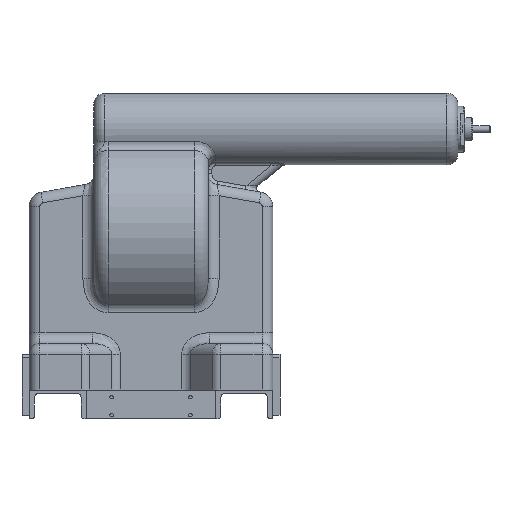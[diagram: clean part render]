
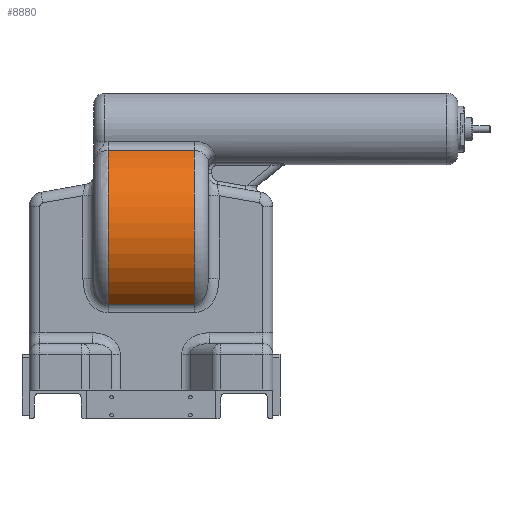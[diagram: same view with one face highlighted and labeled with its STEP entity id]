
A CAD part, front view. The second image highlights one B-rep face of the part: STEP entity #8880.
In plain terms, the highlighted cylindrical face has radius 125 mm (diameter 250 mm), a partial arc.
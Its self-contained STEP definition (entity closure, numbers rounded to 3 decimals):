
#8880=ADVANCED_FACE('',(#19470),#19472,.T.);
#19470=FACE_BOUND('',#19471,.T.);
#19471=EDGE_LOOP('',(#27837,#27838,#27839,#27840));
#19472=CYLINDRICAL_SURFACE('',#19473,125.);
#19473=AXIS2_PLACEMENT_3D('',#19474,#19475,#19476);
#19474=CARTESIAN_POINT('',(-80.,67.5,-52.));
#19475=DIRECTION('',(1.,0.,0.));
#19476=DIRECTION('',(0.,0.,1.));
#27837=ORIENTED_EDGE('',*,*,#31311,.F.);
#27838=ORIENTED_EDGE('',*,*,#31312,.T.);
#27839=ORIENTED_EDGE('',*,*,#31008,.T.);
#27840=ORIENTED_EDGE('',*,*,#31310,.F.);
#31008=EDGE_CURVE('',#35256,#35253,#35257,.T.);
#31310=EDGE_CURVE('',#35704,#35253,#35706,.T.);
#31311=EDGE_CURVE('',#35707,#35704,#35708,.T.);
#31312=EDGE_CURVE('',#35707,#35256,#35709,.T.);
#35253=VERTEX_POINT('',#44909);
#35256=VERTEX_POINT('',#44939);
#35257=LINE('',#44940,#44941);
#35704=VERTEX_POINT('',#46207);
#35706=CIRCLE('',#46242,125.);
#35707=VERTEX_POINT('',#46246);
#35708=LINE('',#46247,#46248);
#35709=CIRCLE('',#46250,125.);
#44909=CARTESIAN_POINT('',(60.,-6.161,-152.991));
#44939=CARTESIAN_POINT('',(-60.,-6.161,-152.991));
#44940=CARTESIAN_POINT('',(-60.,-6.161,-152.991));
#44941=VECTOR('',#44942,1.);
#44942=DIRECTION('',(1.,0.,0.));
#46207=CARTESIAN_POINT('',(60.,15.242,61.552));
#46242=AXIS2_PLACEMENT_3D('',#46243,#46244,#46245);
#46243=CARTESIAN_POINT('',(60.,67.5,-52.));
#46244=DIRECTION('',(1.,0.,0.));
#46245=DIRECTION('',(0.,-0.418,0.908));
#46246=CARTESIAN_POINT('',(-60.,15.242,61.552));
#46247=CARTESIAN_POINT('',(-60.,15.242,61.552));
#46248=VECTOR('',#46249,1.);
#46249=DIRECTION('',(1.,0.,0.));
#46250=AXIS2_PLACEMENT_3D('',#46251,#46252,#46253);
#46251=CARTESIAN_POINT('',(-60.,67.5,-52.));
#46252=DIRECTION('',(1.,0.,0.));
#46253=DIRECTION('',(0.,-0.418,0.908));
